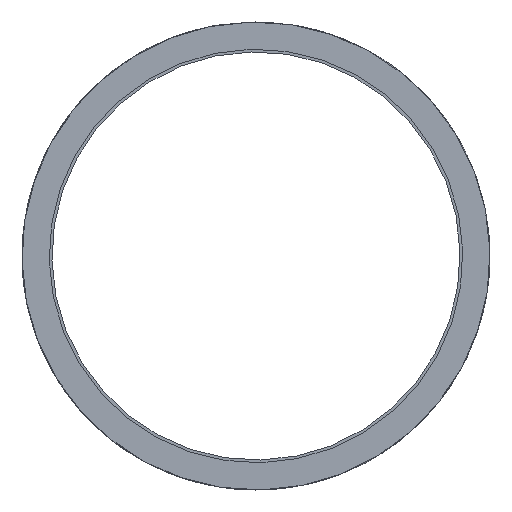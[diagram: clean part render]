
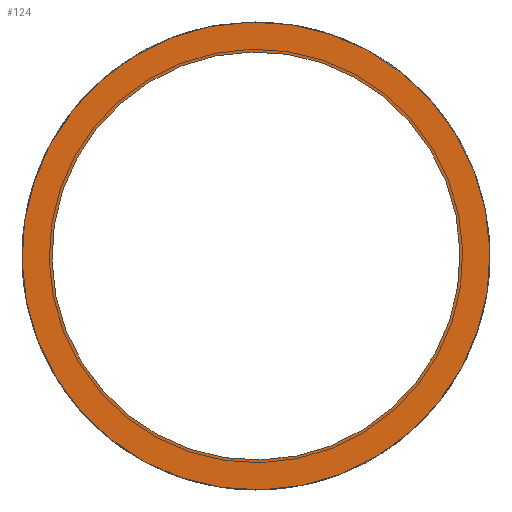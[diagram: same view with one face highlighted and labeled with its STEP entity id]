
A CAD part, front view. The second image highlights one B-rep face of the part: STEP entity #124.
In plain terms, the highlighted planar face has unit normal (0, -1, 0).
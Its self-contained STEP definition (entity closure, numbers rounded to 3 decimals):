
#57=CARTESIAN_POINT('Axis2P3D Location',(0.,0.,0.)) ;
#61=CARTESIAN_POINT('Vertex',(5.394,0.,9.873)) ;
#63=CARTESIAN_POINT('Vertex',(-5.394,0.,-9.873)) ;
#92=CARTESIAN_POINT('Axis2P3D Location',(0.,0.,11.25)) ;
#97=CARTESIAN_POINT('Axis2P3D Location',(0.,0.,0.)) ;
#101=CARTESIAN_POINT('Vertex',(6.185,0.,11.321)) ;
#103=CARTESIAN_POINT('Vertex',(-6.185,0.,-11.321)) ;
#106=CARTESIAN_POINT('Axis2P3D Location',(0.,0.,0.)) ;
#115=CARTESIAN_POINT('Axis2P3D Location',(0.,0.,0.)) ;
#58=DIRECTION('Axis2P3D Direction',(-0.,1.,0.)) ;
#93=DIRECTION('Axis2P3D Direction',(-0.,1.,0.)) ;
#94=DIRECTION('Axis2P3D XDirection',(1.,0.,0.)) ;
#98=DIRECTION('Axis2P3D Direction',(-0.,1.,0.)) ;
#107=DIRECTION('Axis2P3D Direction',(-0.,1.,0.)) ;
#116=DIRECTION('Axis2P3D Direction',(-0.,1.,0.)) ;
#59=AXIS2_PLACEMENT_3D('Circle Axis2P3D',#57,#58,$) ;
#95=AXIS2_PLACEMENT_3D('Plane Axis2P3D',#92,#93,#94) ;
#99=AXIS2_PLACEMENT_3D('Circle Axis2P3D',#97,#98,$) ;
#108=AXIS2_PLACEMENT_3D('Circle Axis2P3D',#106,#107,$) ;
#117=AXIS2_PLACEMENT_3D('Circle Axis2P3D',#115,#116,$) ;
#112=ORIENTED_EDGE('',*,*,#105,.F.) ;
#113=ORIENTED_EDGE('',*,*,#110,.F.) ;
#121=ORIENTED_EDGE('',*,*,#119,.T.) ;
#122=ORIENTED_EDGE('',*,*,#65,.T.) ;
#123=FACE_BOUND('',#120,.T.) ;
#124=ADVANCED_FACE('PartBody',(#114,#123),#96,.F.) ;
#60=CIRCLE('generated circle',#59,11.25) ;
#100=CIRCLE('generated circle',#99,12.9) ;
#109=CIRCLE('generated circle',#108,12.9) ;
#118=CIRCLE('generated circle',#117,11.25) ;
#65=EDGE_CURVE('',#62,#64,#60,.T.) ;
#105=EDGE_CURVE('',#102,#104,#100,.T.) ;
#110=EDGE_CURVE('',#104,#102,#109,.T.) ;
#119=EDGE_CURVE('',#64,#62,#118,.T.) ;
#111=EDGE_LOOP('',(#112,#113)) ;
#120=EDGE_LOOP('',(#121,#122)) ;
#114=FACE_OUTER_BOUND('',#111,.T.) ;
#96=PLANE('Plane',#95) ;
#62=VERTEX_POINT('',#61) ;
#64=VERTEX_POINT('',#63) ;
#102=VERTEX_POINT('',#101) ;
#104=VERTEX_POINT('',#103) ;
